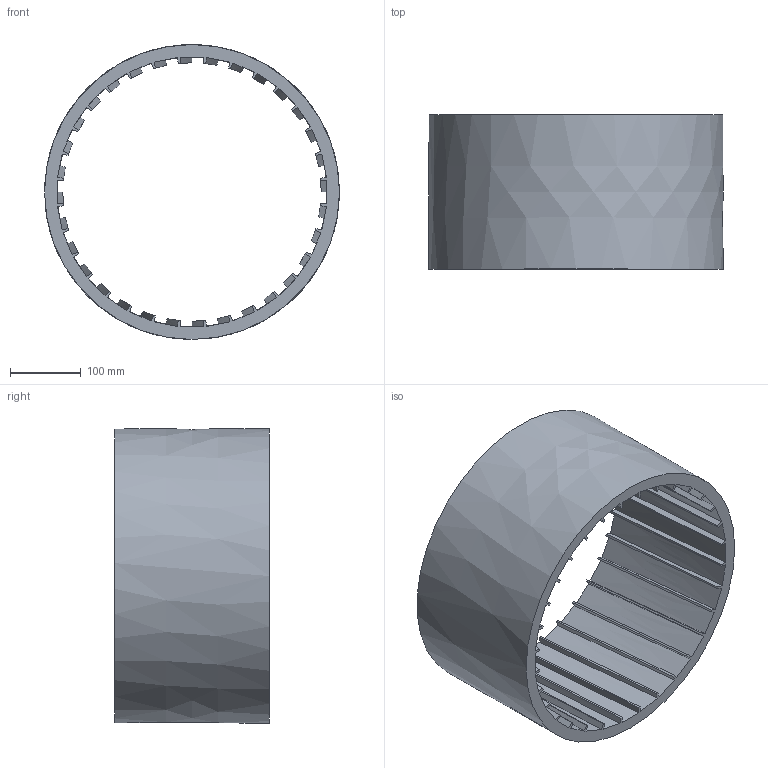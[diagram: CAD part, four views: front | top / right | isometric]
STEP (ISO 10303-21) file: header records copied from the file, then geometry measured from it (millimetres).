
FILE_DESCRIPTION(/* description */ (''),/* implementation_level */ '2;1');
FILE_NAME(/* name */ 'Stator Case.step',/* time_stamp */ '2022-03-24T17:38:16-04:00',/* author */ (''),/* organization */ (''),/* preprocessor_version */ 'ST-DEVELOPER v18.1',/* originating_system */ 'Autodesk Translation Framework v10.10.0.1391',/* authorisation */ '');
FILE_SCHEMA (('AUTOMOTIVE_DESIGN { 1 0 10303 214 3 1 1 }'));
Length unit declared in the file: millimetre
Products named in the file (1): Stator Case Rev2
Bounding box: 415.8 x 217.8 x 415.8 mm (x, y, z)
Volume: 5005732.8 mm3; surface area: 699720.9 mm2
Topology: 1 solids, 1 shells, 131 faces, 387 edges, 258 vertices
Faces by surface type: bspline 129, plane 2
Entity records: 6085 total; most frequent: CARTESIAN_POINT 3187, ORIENTED_EDGE 774, EDGE_CURVE 387, DIRECTION 266, VERTEX_POINT 258, LINE 256, VECTOR 256, EDGE_LOOP 133
